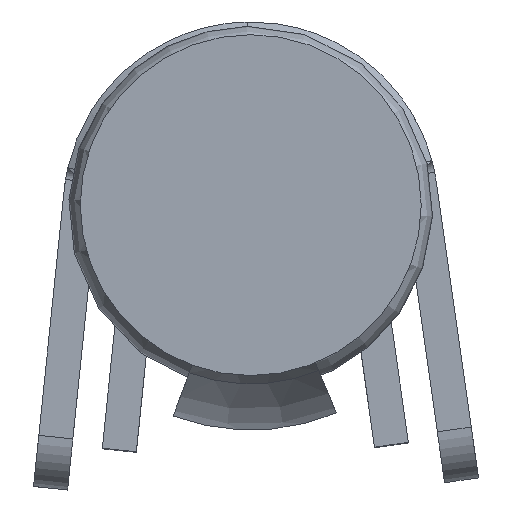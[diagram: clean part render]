
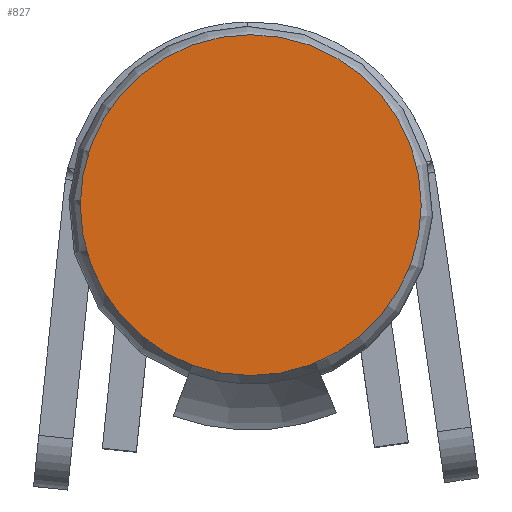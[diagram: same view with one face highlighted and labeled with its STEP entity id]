
A CAD part, top view. The second image highlights one B-rep face of the part: STEP entity #827.
In plain terms, the highlighted planar face has unit normal (0, 0, 1).
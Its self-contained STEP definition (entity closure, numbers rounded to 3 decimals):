
#705=PLANE('',#1830);
#733=FACE_OUTER_BOUND('',#1038,.T.);
#798=CIRCLE('',#1829,1.495);
#827=ADVANCED_FACE('',(#733),#705,.F.);
#1038=EDGE_LOOP('',(#1134));
#1134=ORIENTED_EDGE('',*,*,#1635,.F.);
#1506=VERTEX_POINT('',#2284);
#1635=EDGE_CURVE('',#1506,#1506,#798,.T.);
#1829=AXIS2_PLACEMENT_3D('',#2283,#1916,#1917);
#1830=AXIS2_PLACEMENT_3D('',#2285,#1918,#1919);
#1916=DIRECTION('',(0.,0.,-1.));
#1917=DIRECTION('',(0.,1.,0.));
#1918=DIRECTION('',(0.,0.,-1.));
#1919=DIRECTION('',(0.,1.,0.));
#2283=CARTESIAN_POINT('',(-18.088,5.09,-128.527));
#2284=CARTESIAN_POINT('',(-18.088,6.584,-128.527));
#2285=CARTESIAN_POINT('',(-18.088,5.09,-128.527));
